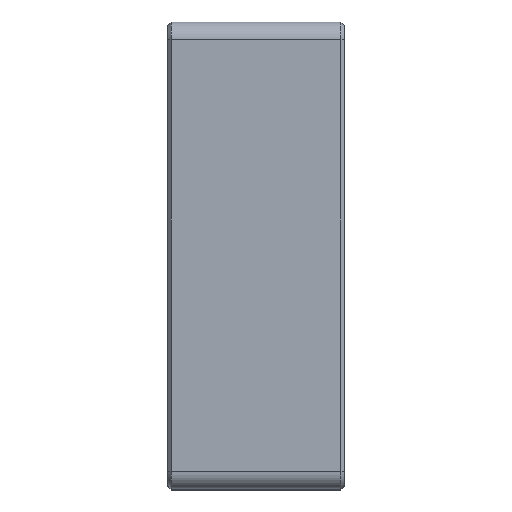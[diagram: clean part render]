
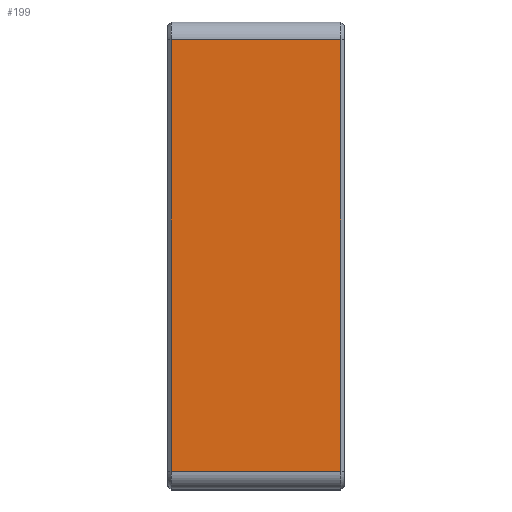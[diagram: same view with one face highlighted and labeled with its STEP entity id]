
A CAD part, top view. The second image highlights one B-rep face of the part: STEP entity #199.
In plain terms, the highlighted planar face has unit normal (0, 0, 1).
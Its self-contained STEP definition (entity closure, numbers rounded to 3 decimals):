
#82=FACE_OUTER_BOUND('',#508,.T.);
#199=ADVANCED_FACE('',(#82),#323,.F.);
#323=PLANE('',#2008);
#508=EDGE_LOOP('',(#846,#847,#848,#849));
#846=ORIENTED_EDGE('',*,*,#1500,.T.);
#847=ORIENTED_EDGE('',*,*,#1501,.T.);
#848=ORIENTED_EDGE('',*,*,#1502,.T.);
#849=ORIENTED_EDGE('',*,*,#1503,.T.);
#1338=VERTEX_POINT('',#2947);
#1339=VERTEX_POINT('',#2948);
#1340=VERTEX_POINT('',#2950);
#1341=VERTEX_POINT('',#2952);
#1500=EDGE_CURVE('',#1338,#1339,#1696,.T.);
#1501=EDGE_CURVE('',#1339,#1340,#1697,.T.);
#1502=EDGE_CURVE('',#1340,#1341,#1698,.T.);
#1503=EDGE_CURVE('',#1341,#1338,#1699,.T.);
#1696=LINE('',#2946,#1838);
#1697=LINE('',#2949,#1839);
#1698=LINE('',#2951,#1840);
#1699=LINE('',#2953,#1841);
#1838=VECTOR('',#2322,1.);
#1839=VECTOR('',#2323,1.);
#1840=VECTOR('',#2324,1.);
#1841=VECTOR('',#2325,1.);
#2008=AXIS2_PLACEMENT_3D('',#2954,#2326,#2327);
#2322=DIRECTION('',(-1.,0.,0.));
#2323=DIRECTION('',(0.,-1.,0.));
#2324=DIRECTION('',(1.,0.,0.));
#2325=DIRECTION('',(0.,1.,0.));
#2326=DIRECTION('',(0.,0.,-1.));
#2327=DIRECTION('',(0.,1.,0.));
#2946=CARTESIAN_POINT('',(10.,12.2,14.));
#2947=CARTESIAN_POINT('',(9.8,12.2,14.));
#2948=CARTESIAN_POINT('',(0.2,12.2,14.));
#2949=CARTESIAN_POINT('',(0.2,13.2,14.));
#2950=CARTESIAN_POINT('',(0.2,-12.2,14.));
#2951=CARTESIAN_POINT('',(10.,-12.2,14.));
#2952=CARTESIAN_POINT('',(9.8,-12.2,14.));
#2953=CARTESIAN_POINT('',(9.8,12.2,14.));
#2954=CARTESIAN_POINT('',(10.,13.2,14.));
